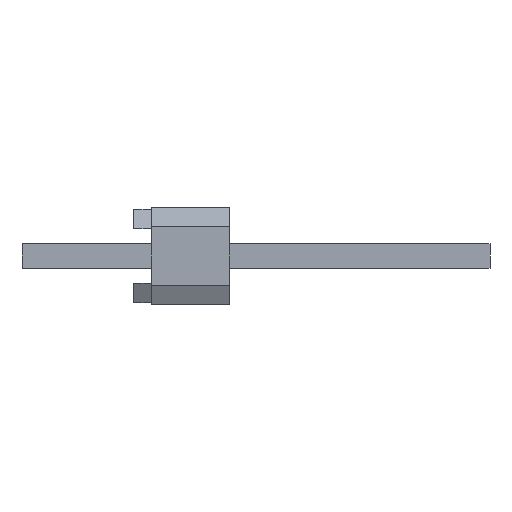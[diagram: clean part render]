
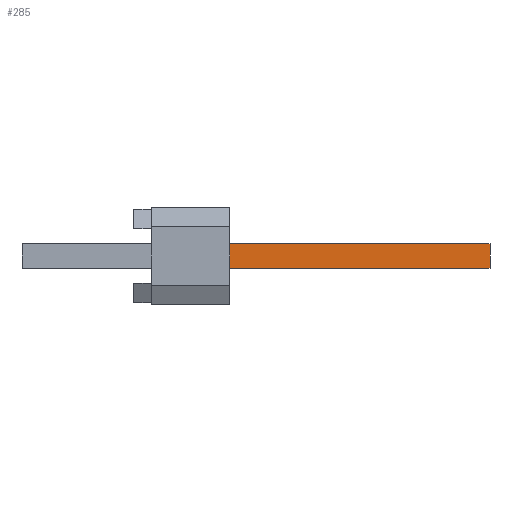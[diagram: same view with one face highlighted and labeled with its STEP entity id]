
A CAD part, left-side view. The second image highlights one B-rep face of the part: STEP entity #285.
In plain terms, the highlighted planar face has unit normal (-1, 0, 0).
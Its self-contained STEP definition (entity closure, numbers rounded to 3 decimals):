
#285=ADVANCED_FACE('',(#599),#600,.T.);
#599=FACE_OUTER_BOUND('',#1107,.T.);
#600=PLANE('',#1108);
#1107=EDGE_LOOP('',(#1890,#1891,#1892,#1893));
#1108=AXIS2_PLACEMENT_3D('',#1894,#1895,#1896);
#1890=ORIENTED_EDGE('',*,*,#3596,.T.);
#1891=ORIENTED_EDGE('',*,*,#3678,.T.);
#1892=ORIENTED_EDGE('',*,*,#3602,.F.);
#1893=ORIENTED_EDGE('',*,*,#3655,.F.);
#1894=CARTESIAN_POINT('',(-6.668,-1.016,-0.318));
#1895=DIRECTION('',(-1.0,0.0,0.0));
#1896=DIRECTION('',(0.0,0.0,1.0));
#3596=EDGE_CURVE('',#4345,#4343,#4346,.T.);
#3602=EDGE_CURVE('',#4354,#4355,#4356,.T.);
#3655=EDGE_CURVE('',#4345,#4354,#4459,.T.);
#3678=EDGE_CURVE('',#4343,#4355,#4502,.T.);
#4343=VERTEX_POINT('',#5475);
#4345=VERTEX_POINT('',#5478);
#4346=LINE('',#5479,#5480);
#4354=VERTEX_POINT('',#5493);
#4355=VERTEX_POINT('',#5494);
#4356=LINE('',#5495,#5496);
#4459=LINE('',#5651,#5652);
#4502=LINE('',#5717,#5718);
#5475=CARTESIAN_POINT('',(-6.668,-7.772,-0.318));
#5478=CARTESIAN_POINT('',(-6.668,-1.016,-0.318));
#5479=CARTESIAN_POINT('',(-6.668,-1.016,-0.318));
#5480=VECTOR('',#6668,6.756);
#5493=CARTESIAN_POINT('',(-6.668,-1.016,0.318));
#5494=CARTESIAN_POINT('',(-6.668,-7.772,0.318));
#5495=CARTESIAN_POINT('',(-6.668,-1.016,0.318));
#5496=VECTOR('',#6674,6.756);
#5651=CARTESIAN_POINT('',(-6.668,-1.016,-0.318));
#5652=VECTOR('',#6727,0.635);
#5717=CARTESIAN_POINT('',(-6.668,-7.772,-0.318));
#5718=VECTOR('',#6750,0.635);
#6668=DIRECTION('',(0.0,-1.0,0.0));
#6674=DIRECTION('',(0.0,-1.0,0.0));
#6727=DIRECTION('',(0.0,0.0,1.0));
#6750=DIRECTION('',(0.0,0.0,1.0));
